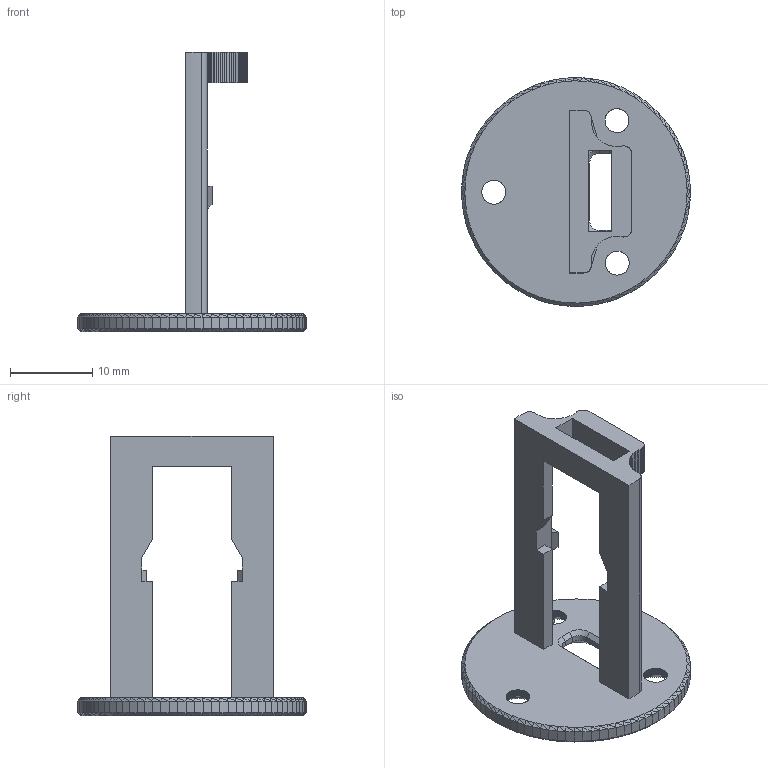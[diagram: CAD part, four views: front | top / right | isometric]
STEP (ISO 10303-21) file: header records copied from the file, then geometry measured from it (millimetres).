
FILE_DESCRIPTION(/* description */ ('','CAx-IF Rec.Pracs.---Representation and Presentation of Product Manufacturing Information (PMI)---4.0---2014-10-13'),/* implementation_level */ '2;1');
FILE_NAME(/* name */ 'LX-LBES.step',/* time_stamp */ '2025-02-11T17:03:24+02:00',/* author */ (''),/* organization */ (''),/* preprocessor_version */ 'ST-DEVELOPER v20',/* originating_system */ 'Autodesk Translation Framework v13.20.0.188',/* authorisation */ '');
FILE_SCHEMA (('AP242_MANAGED_MODEL_BASED_3D_ENGINEERING_MIM_LF { 1 0 10303 442 1 1 4 }'));
Length unit declared in the file: millimetre
Products named in the file (1): tp4057
Bounding box: 27.79 x 27.79 x 34 mm (x, y, z)
Volume: 2109 mm3; surface area: 2574 mm2
Topology: 1 solids, 1 shells, 1218 faces, 2476 edges, 1260 vertices
Faces by surface type: plane 1199, cylinder 11, cone 8
Entity records: 29680 total; most frequent: CARTESIAN_POINT 4955, ORIENTED_EDGE 4952, DIRECTION 4944, EDGE_CURVE 2476, LINE 2446, VECTOR 2446, VERTEX_POINT 1260, AXIS2_PLACEMENT_3D 1249
